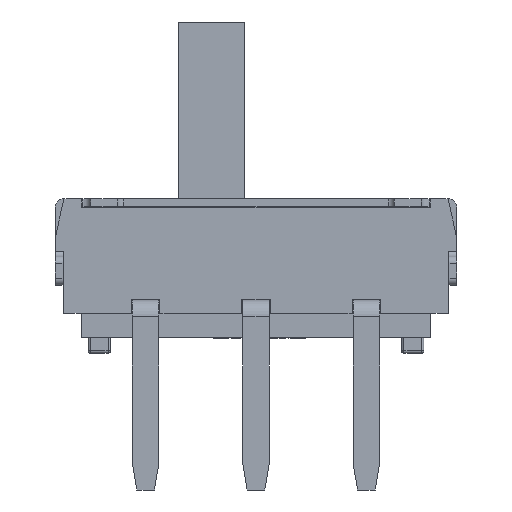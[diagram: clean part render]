
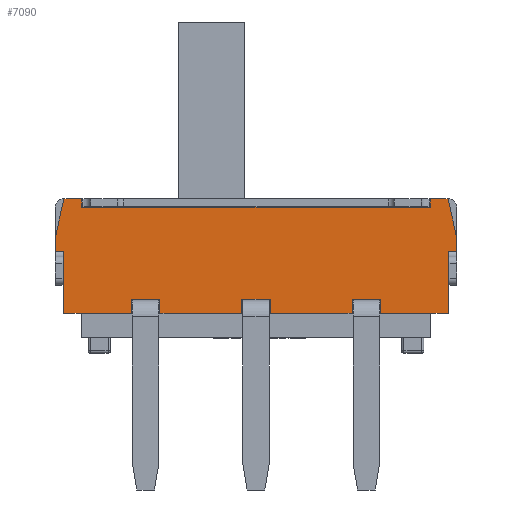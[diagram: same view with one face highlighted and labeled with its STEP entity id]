
A CAD part, front view. The second image highlights one B-rep face of the part: STEP entity #7090.
In plain terms, the highlighted planar face has unit normal (0, -1, 0).
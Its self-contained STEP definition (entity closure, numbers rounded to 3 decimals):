
#700=DIRECTION('',(1.,0.,0.));
#701=VECTOR('',#700,0.65);
#702=CARTESIAN_POINT('',(2.175,-1.75,0.32));
#703=LINE('',#702,#701);
#704=DIRECTION('',(0.,0.,1.));
#705=VECTOR('',#704,0.32);
#706=CARTESIAN_POINT('',(2.175,-1.75,0.));
#707=LINE('',#706,#705);
#708=DIRECTION('',(0.,0.,1.));
#709=VECTOR('',#708,0.32);
#710=CARTESIAN_POINT('',(0.325,-1.75,0.));
#711=LINE('',#710,#709);
#712=DIRECTION('',(1.,0.,0.));
#713=VECTOR('',#712,0.65);
#714=CARTESIAN_POINT('',(-0.325,-1.75,0.32));
#715=LINE('',#714,#713);
#716=DIRECTION('',(0.,0.,1.));
#717=VECTOR('',#716,0.32);
#718=CARTESIAN_POINT('',(-0.325,-1.75,0.));
#719=LINE('',#718,#717);
#720=DIRECTION('',(0.,0.,1.));
#721=VECTOR('',#720,0.32);
#722=CARTESIAN_POINT('',(-2.175,-1.75,0.));
#723=LINE('',#722,#721);
#724=DIRECTION('',(1.,0.,0.));
#725=VECTOR('',#724,0.65);
#726=CARTESIAN_POINT('',(-2.825,-1.75,0.32));
#727=LINE('',#726,#725);
#728=DIRECTION('',(0.,0.,1.));
#729=VECTOR('',#728,0.32);
#730=CARTESIAN_POINT('',(-2.825,-1.75,0.));
#731=LINE('',#730,#729);
#732=DIRECTION('',(0.,0.,1.));
#733=VECTOR('',#732,1.4);
#734=CARTESIAN_POINT('',(-4.35,-1.75,0.));
#735=LINE('',#734,#733);
#736=DIRECTION('',(1.,0.,0.));
#737=VECTOR('',#736,0.2);
#738=CARTESIAN_POINT('',(-4.55,-1.75,1.4));
#739=LINE('',#738,#737);
#740=DIRECTION('',(0.,0.,1.));
#741=VECTOR('',#740,0.3);
#742=CARTESIAN_POINT('',(-4.55,-1.75,1.4));
#743=LINE('',#742,#741);
#744=DIRECTION('',(-0.217,0.,-0.976));
#745=VECTOR('',#744,0.922);
#746=CARTESIAN_POINT('',(-4.35,-1.75,2.6));
#747=LINE('',#746,#745);
#748=DIRECTION('',(0.,0.,-1.));
#749=VECTOR('',#748,0.2);
#750=CARTESIAN_POINT('',(-3.95,-1.75,2.6));
#751=LINE('',#750,#749);
#752=DIRECTION('',(1.,0.,0.));
#753=VECTOR('',#752,7.9);
#754=CARTESIAN_POINT('',(-3.95,-1.75,2.4));
#755=LINE('',#754,#753);
#756=DIRECTION('',(0.,0.,-1.));
#757=VECTOR('',#756,0.2);
#758=CARTESIAN_POINT('',(3.95,-1.75,2.6));
#759=LINE('',#758,#757);
#760=DIRECTION('',(-0.217,0.,0.976));
#761=VECTOR('',#760,0.922);
#762=CARTESIAN_POINT('',(4.55,-1.75,1.7));
#763=LINE('',#762,#761);
#764=DIRECTION('',(-1.,0.,0.));
#765=VECTOR('',#764,0.2);
#766=CARTESIAN_POINT('',(4.55,-1.75,1.4));
#767=LINE('',#766,#765);
#768=DIRECTION('',(0.,0.,1.));
#769=VECTOR('',#768,1.4);
#770=CARTESIAN_POINT('',(4.35,-1.75,0.));
#771=LINE('',#770,#769);
#772=DIRECTION('',(0.,0.,1.));
#773=VECTOR('',#772,0.32);
#774=CARTESIAN_POINT('',(2.825,-1.75,0.));
#775=LINE('',#774,#773);
#804=DIRECTION('',(1.,0.,0.));
#805=VECTOR('',#804,1.525);
#806=CARTESIAN_POINT('',(-4.35,-1.75,0.));
#807=LINE('',#806,#805);
#820=DIRECTION('',(1.,0.,0.));
#821=VECTOR('',#820,1.85);
#822=CARTESIAN_POINT('',(-2.175,-1.75,0.));
#823=LINE('',#822,#821);
#852=DIRECTION('',(1.,0.,0.));
#853=VECTOR('',#852,1.85);
#854=CARTESIAN_POINT('',(0.325,-1.75,0.));
#855=LINE('',#854,#853);
#860=DIRECTION('',(1.,0.,0.));
#861=VECTOR('',#860,1.525);
#862=CARTESIAN_POINT('',(2.825,-1.75,0.));
#863=LINE('',#862,#861);
#4020=DIRECTION('',(1.,0.,0.));
#4021=VECTOR('',#4020,0.4);
#4022=CARTESIAN_POINT('',(-4.35,-1.75,2.6));
#4023=LINE('',#4022,#4021);
#4028=DIRECTION('',(1.,0.,0.));
#4029=VECTOR('',#4028,0.4);
#4030=CARTESIAN_POINT('',(3.95,-1.75,2.6));
#4031=LINE('',#4030,#4029);
#4120=DIRECTION('',(0.,0.,1.));
#4121=VECTOR('',#4120,0.3);
#4122=CARTESIAN_POINT('',(4.55,-1.75,1.4));
#4123=LINE('',#4122,#4121);
#4938=CARTESIAN_POINT('',(-3.95,-1.75,2.6));
#4940=VERTEX_POINT('',#4938);
#4941=CARTESIAN_POINT('',(3.95,-1.75,2.6));
#4943=VERTEX_POINT('',#4941);
#4957=CARTESIAN_POINT('',(-4.35,-1.75,0.));
#4959=VERTEX_POINT('',#4957);
#4965=CARTESIAN_POINT('',(-4.55,-1.75,1.4));
#4967=VERTEX_POINT('',#4965);
#4969=CARTESIAN_POINT('',(-4.35,-1.75,1.4));
#4970=VERTEX_POINT('',#4969);
#4987=CARTESIAN_POINT('',(4.35,-1.75,1.4));
#4989=VERTEX_POINT('',#4987);
#4997=CARTESIAN_POINT('',(4.35,-1.75,0.));
#4999=VERTEX_POINT('',#4997);
#5001=CARTESIAN_POINT('',(4.55,-1.75,1.4));
#5002=VERTEX_POINT('',#5001);
#5013=CARTESIAN_POINT('',(-4.35,-1.75,2.6));
#5014=CARTESIAN_POINT('',(-4.55,-1.75,1.7));
#5015=VERTEX_POINT('',#5013);
#5016=VERTEX_POINT('',#5014);
#5025=CARTESIAN_POINT('',(4.55,-1.75,1.7));
#5026=VERTEX_POINT('',#5025);
#5027=CARTESIAN_POINT('',(4.35,-1.75,2.6));
#5028=VERTEX_POINT('',#5027);
#5037=CARTESIAN_POINT('',(-3.95,-1.75,2.4));
#5038=CARTESIAN_POINT('',(3.95,-1.75,2.4));
#5039=VERTEX_POINT('',#5037);
#5040=VERTEX_POINT('',#5038);
#5457=CARTESIAN_POINT('',(-2.825,-1.75,0.));
#5459=VERTEX_POINT('',#5457);
#5461=CARTESIAN_POINT('',(-2.175,-1.75,0.));
#5463=VERTEX_POINT('',#5461);
#5473=CARTESIAN_POINT('',(-2.825,-1.75,0.32));
#5474=CARTESIAN_POINT('',(-2.175,-1.75,0.32));
#5475=VERTEX_POINT('',#5473);
#5476=VERTEX_POINT('',#5474);
#5489=CARTESIAN_POINT('',(-0.325,-1.75,0.));
#5491=VERTEX_POINT('',#5489);
#5493=CARTESIAN_POINT('',(0.325,-1.75,0.));
#5495=VERTEX_POINT('',#5493);
#5505=CARTESIAN_POINT('',(-0.325,-1.75,0.32));
#5506=CARTESIAN_POINT('',(0.325,-1.75,0.32));
#5507=VERTEX_POINT('',#5505);
#5508=VERTEX_POINT('',#5506);
#5521=CARTESIAN_POINT('',(2.175,-1.75,0.));
#5523=VERTEX_POINT('',#5521);
#5525=CARTESIAN_POINT('',(2.825,-1.75,0.));
#5527=VERTEX_POINT('',#5525);
#5537=CARTESIAN_POINT('',(2.175,-1.75,0.32));
#5538=CARTESIAN_POINT('',(2.825,-1.75,0.32));
#5539=VERTEX_POINT('',#5537);
#5540=VERTEX_POINT('',#5538);
#7033=CARTESIAN_POINT('',(-4.55,-1.75,0.));
#7034=DIRECTION('',(0.,-1.,0.));
#7035=DIRECTION('',(1.,0.,0.));
#7036=AXIS2_PLACEMENT_3D('',#7033,#7034,#7035);
#7037=PLANE('',#7036);
#7038=ORIENTED_EDGE('',*,*,#6993,.F.);
#7040=ORIENTED_EDGE('',*,*,#7039,.F.);
#7042=ORIENTED_EDGE('',*,*,#7041,.F.);
#7044=ORIENTED_EDGE('',*,*,#7043,.T.);
#7046=ORIENTED_EDGE('',*,*,#7045,.F.);
#7048=ORIENTED_EDGE('',*,*,#7047,.F.);
#7050=ORIENTED_EDGE('',*,*,#7049,.F.);
#7052=ORIENTED_EDGE('',*,*,#7051,.T.);
#7054=ORIENTED_EDGE('',*,*,#7053,.F.);
#7056=ORIENTED_EDGE('',*,*,#7055,.F.);
#7058=ORIENTED_EDGE('',*,*,#7057,.F.);
#7060=ORIENTED_EDGE('',*,*,#7059,.T.);
#7062=ORIENTED_EDGE('',*,*,#7061,.F.);
#7064=ORIENTED_EDGE('',*,*,#7063,.T.);
#7066=ORIENTED_EDGE('',*,*,#7065,.F.);
#7068=ORIENTED_EDGE('',*,*,#7067,.T.);
#7070=ORIENTED_EDGE('',*,*,#7069,.T.);
#7071=ORIENTED_EDGE('',*,*,#6859,.T.);
#7073=ORIENTED_EDGE('',*,*,#7072,.F.);
#7075=ORIENTED_EDGE('',*,*,#7074,.T.);
#7077=ORIENTED_EDGE('',*,*,#7076,.F.);
#7079=ORIENTED_EDGE('',*,*,#7078,.F.);
#7081=ORIENTED_EDGE('',*,*,#7080,.T.);
#7083=ORIENTED_EDGE('',*,*,#7082,.F.);
#7085=ORIENTED_EDGE('',*,*,#7084,.F.);
#7087=ORIENTED_EDGE('',*,*,#7086,.T.);
#7088=EDGE_LOOP('',(#7038,#7040,#7042,#7044,#7046,#7048,#7050,#7052,#7054,#7056,
#7058,#7060,#7062,#7064,#7066,#7068,#7070,#7071,#7073,#7075,#7077,#7079,#7081,
#7083,#7085,#7087));
#7089=FACE_OUTER_BOUND('',#7088,.F.);
#7090=ADVANCED_FACE('',(#7089),#7037,.T.);
#6859=EDGE_CURVE('',#5039,#5040,#755,.T.);
#6993=EDGE_CURVE('',#5539,#5540,#703,.T.);
#7039=EDGE_CURVE('',#5523,#5539,#707,.T.);
#7041=EDGE_CURVE('',#5495,#5523,#855,.T.);
#7043=EDGE_CURVE('',#5495,#5508,#711,.T.);
#7045=EDGE_CURVE('',#5507,#5508,#715,.T.);
#7047=EDGE_CURVE('',#5491,#5507,#719,.T.);
#7049=EDGE_CURVE('',#5463,#5491,#823,.T.);
#7051=EDGE_CURVE('',#5463,#5476,#723,.T.);
#7053=EDGE_CURVE('',#5475,#5476,#727,.T.);
#7055=EDGE_CURVE('',#5459,#5475,#731,.T.);
#7057=EDGE_CURVE('',#4959,#5459,#807,.T.);
#7059=EDGE_CURVE('',#4959,#4970,#735,.T.);
#7061=EDGE_CURVE('',#4967,#4970,#739,.T.);
#7063=EDGE_CURVE('',#4967,#5016,#743,.T.);
#7065=EDGE_CURVE('',#5015,#5016,#747,.T.);
#7067=EDGE_CURVE('',#5015,#4940,#4023,.T.);
#7069=EDGE_CURVE('',#4940,#5039,#751,.T.);
#7072=EDGE_CURVE('',#4943,#5040,#759,.T.);
#7074=EDGE_CURVE('',#4943,#5028,#4031,.T.);
#7076=EDGE_CURVE('',#5026,#5028,#763,.T.);
#7078=EDGE_CURVE('',#5002,#5026,#4123,.T.);
#7080=EDGE_CURVE('',#5002,#4989,#767,.T.);
#7082=EDGE_CURVE('',#4999,#4989,#771,.T.);
#7084=EDGE_CURVE('',#5527,#4999,#863,.T.);
#7086=EDGE_CURVE('',#5527,#5540,#775,.T.);
